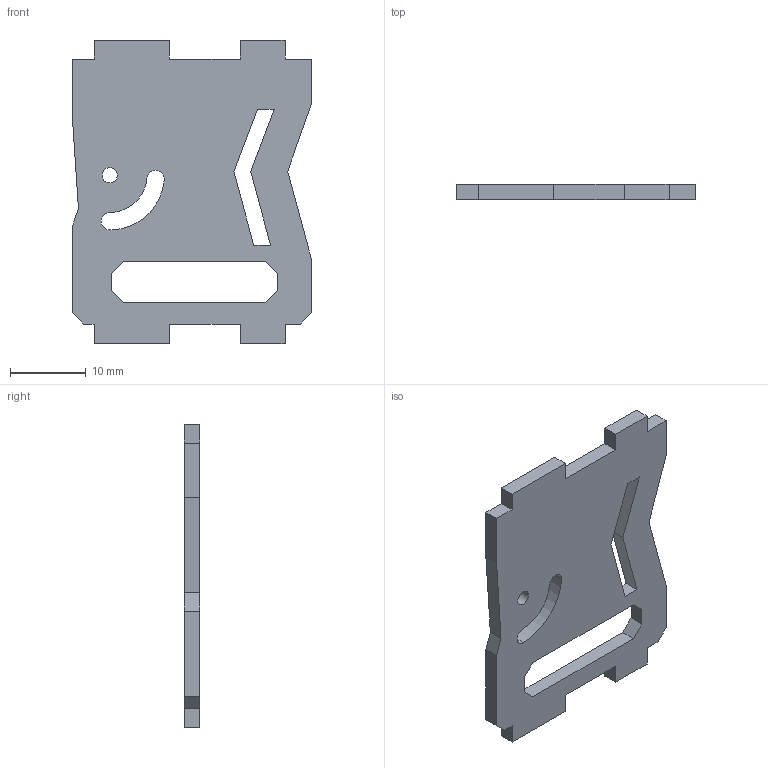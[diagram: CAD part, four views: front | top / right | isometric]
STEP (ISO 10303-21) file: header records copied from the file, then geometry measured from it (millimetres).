
FILE_DESCRIPTION(/* description */ (''),/* implementation_level */ '2;1');
FILE_NAME(/* name */ 'camera_mount_side_plate_x2.step',/* time_stamp */ '2023-10-20T19:45:47-03:00',/* author */ (''),/* organization */ (''),/* preprocessor_version */ 'ST-DEVELOPER v20',/* originating_system */ 'Autodesk Translation Framework v12.14.0.127',/* authorisation */ '');
FILE_SCHEMA (('AUTOMOTIVE_DESIGN { 1 0 10303 214 3 1 1 }'));
Length unit declared in the file: millimetre
Products named in the file (1): fpv_camera_mount_dig
Bounding box: 31.69 x 2 x 40.11 mm (x, y, z)
Volume: 1927.7 mm3; surface area: 2484.2 mm2
Topology: 1 solids, 1 shells, 49 faces, 141 edges, 94 vertices
Faces by surface type: plane 44, cylinder 5
Full cylindrical faces by diameter (mm): 2 x1
Entity records: 1641 total; most frequent: CARTESIAN_POINT 285, ORIENTED_EDGE 282, DIRECTION 251, EDGE_CURVE 141, LINE 131, VECTOR 131, VERTEX_POINT 94, AXIS2_PLACEMENT_3D 60
